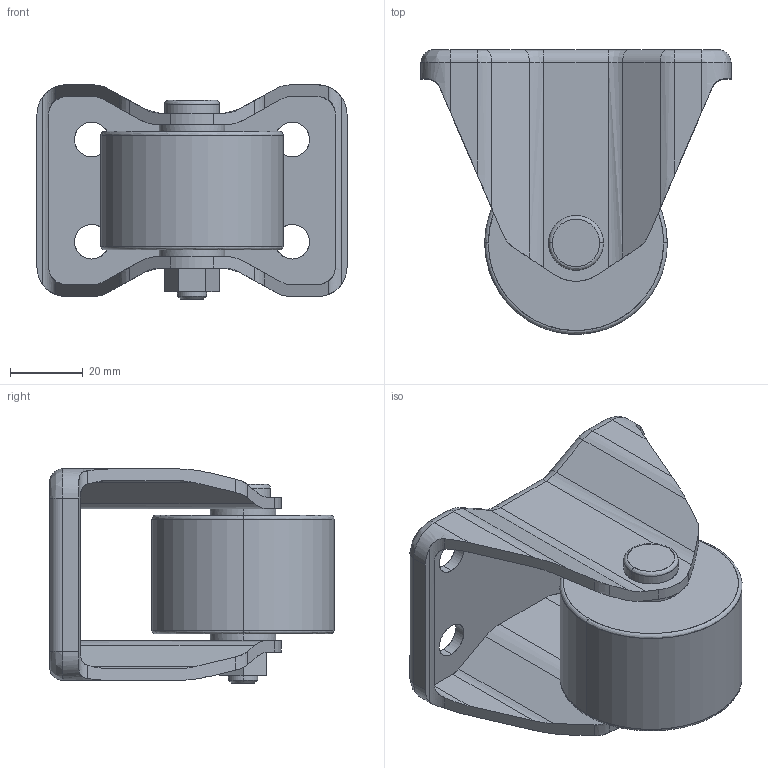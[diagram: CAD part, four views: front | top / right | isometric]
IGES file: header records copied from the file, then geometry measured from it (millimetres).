
Start section: SolidWorks IGES file using analytic representation for surfaces
Global section: file name: K-558-50.IGS,15; native system: HSolidWorks 2011; preprocessor: SolidWorks 2011; author: yokaya; date: 110720.101010; units: millimetre
Bounding box: 85 x 78 x 58.75 mm (x, y, z)
Surface area: 32431.4 mm2 (no closed solid volume)
Topology: 0 solids, 0 shells, 135 faces, 1672 edges, 1672 vertices
Faces by surface type: bspline 71, revolution 64
